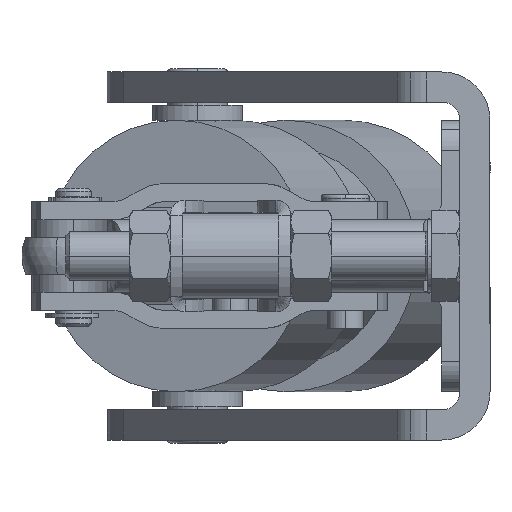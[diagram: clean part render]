
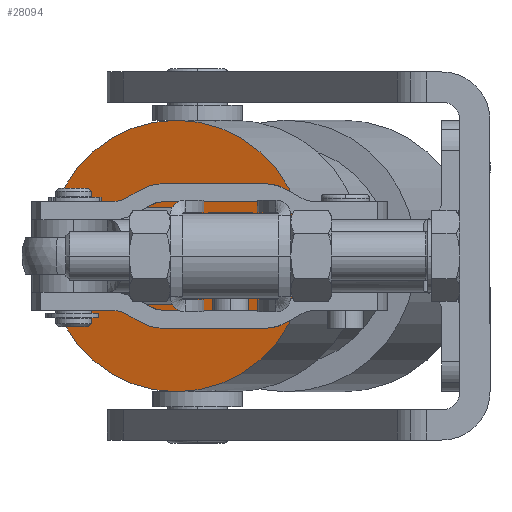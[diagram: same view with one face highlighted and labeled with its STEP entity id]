
A CAD part, left-side view. The second image highlights one B-rep face of the part: STEP entity #28094.
In plain terms, the highlighted face is planar.
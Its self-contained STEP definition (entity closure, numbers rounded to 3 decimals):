
#26577=CARTESIAN_POINT('',(17.265,15.753,0.0));
#26578=VERTEX_POINT('',#26577);
#26587=CARTESIAN_POINT('',(17.265,-29.247,0.));
#26588=VERTEX_POINT('',#26587);
#26589=CARTESIAN_POINT('',(17.265,-6.747,0.0));
#26590=DIRECTION('',(1.0,0.0,0.0));
#26591=DIRECTION('',(0.0,1.0,0.0));
#26592=AXIS2_PLACEMENT_3D('',#26589,#26590,#26591);
#26593=CIRCLE('',#26592,22.5);
#26594=EDGE_CURVE('',#26578,#26588,#26593,.T.);
#26759=CARTESIAN_POINT('',(17.265,1.253,0.0));
#26760=VERTEX_POINT('',#26759);
#26802=CARTESIAN_POINT('',(17.265,-14.747,0.));
#26803=VERTEX_POINT('',#26802);
#26810=CARTESIAN_POINT('',(17.265,-6.747,0.0));
#26811=DIRECTION('',(1.0,0.0,0.0));
#26812=DIRECTION('',(0.0,1.0,0.0));
#26813=AXIS2_PLACEMENT_3D('',#26810,#26811,#26812);
#26814=CIRCLE('',#26813,8.0);
#26815=EDGE_CURVE('',#26760,#26803,#26814,.T.);
#28040=CARTESIAN_POINT('',(17.265,-6.747,0.0));
#28041=DIRECTION('',(1.0,0.0,0.0));
#28042=DIRECTION('',(0.0,1.0,0.0));
#28043=AXIS2_PLACEMENT_3D('',#28040,#28041,#28042);
#28044=CIRCLE('',#28043,8.0);
#28045=EDGE_CURVE('',#26803,#26760,#28044,.T.);
#28075=CARTESIAN_POINT('',(17.265,8.503,0.0));
#28076=DIRECTION('',(-1.0,0.0,0.0));
#28077=DIRECTION('',(0.0,0.0,1.0));
#28078=AXIS2_PLACEMENT_3D('',#28075,#28076,#28077);
#28079=PLANE('',#28078);
#28080=ORIENTED_EDGE('',*,*,#26594,.F.);
#28081=CARTESIAN_POINT('',(17.265,-6.747,0.0));
#28082=DIRECTION('',(1.0,0.0,0.0));
#28083=DIRECTION('',(0.0,1.0,0.0));
#28084=AXIS2_PLACEMENT_3D('',#28081,#28082,#28083);
#28085=CIRCLE('',#28084,22.5);
#28086=EDGE_CURVE('',#26588,#26578,#28085,.T.);
#28087=ORIENTED_EDGE('',*,*,#28086,.F.);
#28088=EDGE_LOOP('',(#28080,#28087));
#28089=FACE_OUTER_BOUND('',#28088,.T.);
#28090=ORIENTED_EDGE('',*,*,#26815,.T.);
#28091=ORIENTED_EDGE('',*,*,#28045,.T.);
#28092=EDGE_LOOP('',(#28090,#28091));
#28093=FACE_BOUND('',#28092,.T.);
#28094=ADVANCED_FACE('',(#28089,#28093),#28079,.T.);
